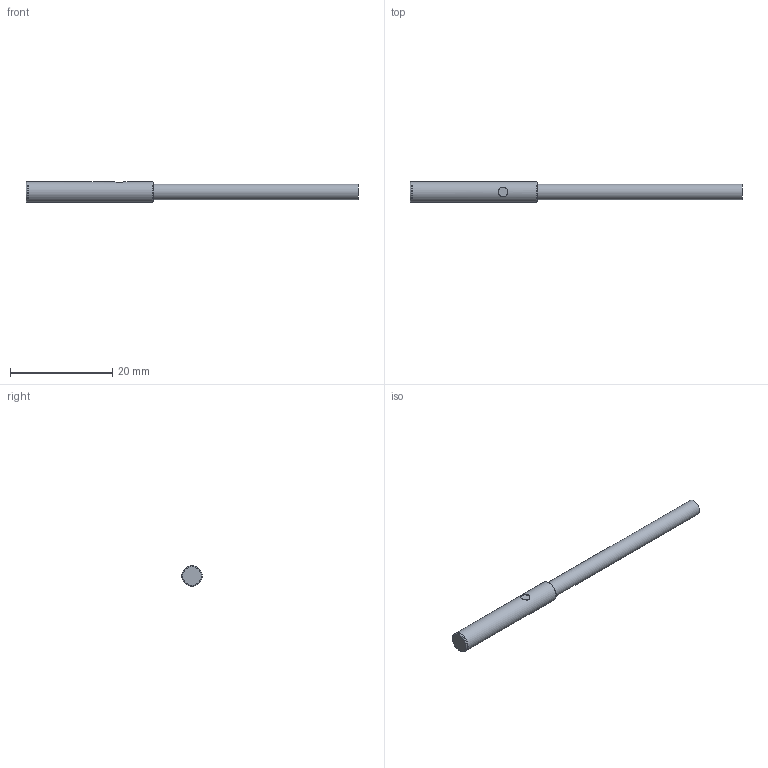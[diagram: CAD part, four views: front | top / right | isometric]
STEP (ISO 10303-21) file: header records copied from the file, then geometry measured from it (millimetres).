
FILE_DESCRIPTION(('FreeCAD Model'),'2;1');
FILE_NAME('DCC_40_V_xx_xxLK.step','2017-06-09T16:48:30',( 'FreeCAD'),('FreeCAD'),'Open CASCADE STEP processor 6.7','FreeCAD', 'Unknown');
FILE_SCHEMA(('AUTOMOTIVE_DESIGN_CC2 { 1 2 10303 214 -1 1 5 4 }'));
Length unit declared in the file: millimetre
Products named in the file (3): DCC_40_V_xx_xxLK_fig; DCC_40_V_xx_xxLK_fig002; DCC_40_V_xx_xxLK_fig001
Bounding box: 64.9 x 4 x 4 mm (x, y, z)
Volume: 613.9 mm3; surface area: 766.5 mm2
Topology: 3 solids, 3 shells, 14 faces, 21 edges, 13 vertices
Faces by surface type: plane 7, cylinder 4, cone 2, torus 1
Full cylindrical faces by diameter (mm): 1.9 x1, 3.1 x1, 4 x2
Entity records: 854 total; most frequent: CARTESIAN_POINT 367, DIRECTION 72, ORIENTED_EDGE 42, PCURVE 42, DEFINITIONAL_REPRESENTATION 42, B_SPLINE_CURVE_WITH_KNOTS 29, AXIS2_PLACEMENT_3D 25, EDGE_CURVE 21
